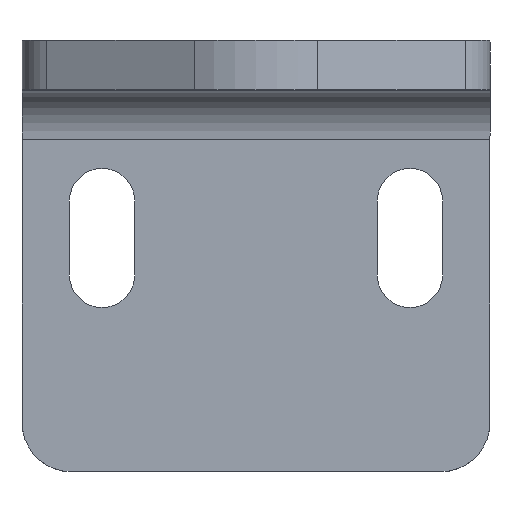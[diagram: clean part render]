
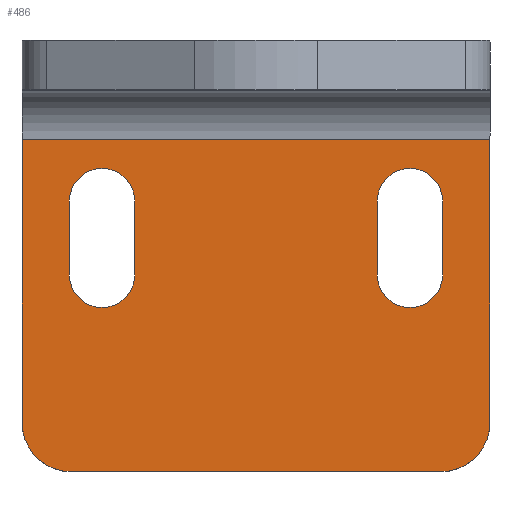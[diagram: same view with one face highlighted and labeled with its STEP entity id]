
A CAD part, top view. The second image highlights one B-rep face of the part: STEP entity #486.
In plain terms, the highlighted planar face has unit normal (0, 0, 1).
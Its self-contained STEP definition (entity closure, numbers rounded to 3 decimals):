
#91=CARTESIAN_POINT('',(8.314,22.163,4.0));
#92=VERTEX_POINT('',#91);
#110=CARTESIAN_POINT('',(3.014,22.163,4.0));
#111=VERTEX_POINT('',#110);
#118=CARTESIAN_POINT('',(5.664,22.163,4.0));
#119=DIRECTION('',(0.0,0.0,-1.0));
#120=DIRECTION('',(1.0,0.0,0.0));
#121=AXIS2_PLACEMENT_3D('',#118,#119,#120);
#122=CIRCLE('',#121,2.65);
#123=EDGE_CURVE('',#92,#111,#122,.T.);
#144=CARTESIAN_POINT('',(8.314,28.163,4.0));
#145=VERTEX_POINT('',#144);
#152=CARTESIAN_POINT('',(3.014,28.163,4.0));
#153=VERTEX_POINT('',#152);
#154=CARTESIAN_POINT('',(5.664,28.163,4.0));
#155=DIRECTION('',(0.0,0.0,-1.0));
#156=DIRECTION('',(1.0,0.0,0.0));
#157=AXIS2_PLACEMENT_3D('',#154,#155,#156);
#158=CIRCLE('',#157,2.65);
#159=EDGE_CURVE('',#153,#145,#158,.T.);
#182=CARTESIAN_POINT('',(8.314,28.163,4.0));
#183=DIRECTION('',(0.0,-1.0,0.0));
#184=VECTOR('',#183,6.0);
#185=LINE('',#182,#184);
#186=EDGE_CURVE('',#145,#92,#185,.T.);
#204=CARTESIAN_POINT('',(3.014,22.163,4.0));
#205=DIRECTION('',(0.0,1.0,0.0));
#206=VECTOR('',#205,6.);
#207=LINE('',#204,#206);
#208=EDGE_CURVE('',#111,#153,#207,.T.);
#219=CARTESIAN_POINT('',(-16.686,22.163,4.0));
#220=VERTEX_POINT('',#219);
#238=CARTESIAN_POINT('',(-21.986,22.163,4.0));
#239=VERTEX_POINT('',#238);
#246=CARTESIAN_POINT('',(-19.336,22.163,4.0));
#247=DIRECTION('',(0.0,0.0,-1.0));
#248=DIRECTION('',(1.0,0.0,0.0));
#249=AXIS2_PLACEMENT_3D('',#246,#247,#248);
#250=CIRCLE('',#249,2.65);
#251=EDGE_CURVE('',#220,#239,#250,.T.);
#261=CARTESIAN_POINT('',(-16.686,28.163,4.0));
#262=VERTEX_POINT('',#261);
#271=CARTESIAN_POINT('',(-21.986,28.163,4.0));
#272=VERTEX_POINT('',#271);
#273=CARTESIAN_POINT('',(-19.336,28.163,4.0));
#274=DIRECTION('',(0.0,0.0,-1.0));
#275=DIRECTION('',(1.0,0.0,0.0));
#276=AXIS2_PLACEMENT_3D('',#273,#274,#275);
#277=CIRCLE('',#276,2.65);
#278=EDGE_CURVE('',#272,#262,#277,.T.);
#310=CARTESIAN_POINT('',(-16.686,28.163,4.0));
#311=DIRECTION('',(0.0,-1.0,0.0));
#312=VECTOR('',#311,6.0);
#313=LINE('',#310,#312);
#314=EDGE_CURVE('',#262,#220,#313,.T.);
#332=CARTESIAN_POINT('',(-21.986,22.163,4.0));
#333=DIRECTION('',(0.0,1.0,0.0));
#334=VECTOR('',#333,6.0);
#335=LINE('',#332,#334);
#336=EDGE_CURVE('',#239,#272,#335,.T.);
#391=CARTESIAN_POINT('',(-25.836,33.163,4.0));
#392=VERTEX_POINT('',#391);
#400=CARTESIAN_POINT('',(12.164,33.163,4.0));
#401=VERTEX_POINT('',#400);
#402=CARTESIAN_POINT('',(12.164,33.163,4.0));
#403=DIRECTION('',(-1.0,0.0,0.0));
#404=VECTOR('',#403,38.);
#405=LINE('',#402,#404);
#406=EDGE_CURVE('',#401,#392,#405,.T.);
#426=CARTESIAN_POINT('',(-6.836,35.282,4.0));
#427=DIRECTION('',(0.0,0.0,1.0));
#428=DIRECTION('',(1.0,0.0,0.0));
#429=AXIS2_PLACEMENT_3D('',#426,#427,#428);
#430=PLANE('',#429);
#431=ORIENTED_EDGE('',*,*,#406,.T.);
#432=CARTESIAN_POINT('',(-25.836,10.187,4.0));
#433=VERTEX_POINT('',#432);
#434=CARTESIAN_POINT('',(-25.836,10.187,4.0));
#435=DIRECTION('',(0.0,1.0,0.0));
#436=VECTOR('',#435,22.976);
#437=LINE('',#434,#436);
#438=EDGE_CURVE('',#433,#392,#437,.T.);
#439=ORIENTED_EDGE('',*,*,#438,.F.);
#440=CARTESIAN_POINT('',(-21.836,6.187,4.0));
#441=VERTEX_POINT('',#440);
#442=CARTESIAN_POINT('',(-21.836,10.187,4.0));
#443=DIRECTION('',(0.0,0.0,-1.0));
#444=DIRECTION('',(1.0,0.0,0.0));
#445=AXIS2_PLACEMENT_3D('',#442,#443,#444);
#446=CIRCLE('',#445,4.0);
#447=EDGE_CURVE('',#441,#433,#446,.T.);
#448=ORIENTED_EDGE('',*,*,#447,.F.);
#449=CARTESIAN_POINT('',(8.164,6.187,4.0));
#450=VERTEX_POINT('',#449);
#451=CARTESIAN_POINT('',(8.164,6.187,4.0));
#452=DIRECTION('',(-1.0,0.0,0.0));
#453=VECTOR('',#452,30.);
#454=LINE('',#451,#453);
#455=EDGE_CURVE('',#450,#441,#454,.T.);
#456=ORIENTED_EDGE('',*,*,#455,.F.);
#457=CARTESIAN_POINT('',(12.164,10.187,4.0));
#458=VERTEX_POINT('',#457);
#459=CARTESIAN_POINT('',(8.164,10.187,4.0));
#460=DIRECTION('',(0.0,0.0,-1.0));
#461=DIRECTION('',(0.0,1.0,0.0));
#462=AXIS2_PLACEMENT_3D('',#459,#460,#461);
#463=CIRCLE('',#462,4.0);
#464=EDGE_CURVE('',#458,#450,#463,.T.);
#465=ORIENTED_EDGE('',*,*,#464,.F.);
#466=CARTESIAN_POINT('',(12.164,33.163,4.0));
#467=DIRECTION('',(0.0,-1.0,0.0));
#468=VECTOR('',#467,22.976);
#469=LINE('',#466,#468);
#470=EDGE_CURVE('',#401,#458,#469,.T.);
#471=ORIENTED_EDGE('',*,*,#470,.F.);
#472=EDGE_LOOP('',(#431,#439,#448,#456,#465,#471));
#473=FACE_OUTER_BOUND('',#472,.T.);
#474=ORIENTED_EDGE('',*,*,#159,.T.);
#475=ORIENTED_EDGE('',*,*,#186,.T.);
#476=ORIENTED_EDGE('',*,*,#123,.T.);
#477=ORIENTED_EDGE('',*,*,#208,.T.);
#478=EDGE_LOOP('',(#474,#475,#476,#477));
#479=FACE_BOUND('',#478,.T.);
#480=ORIENTED_EDGE('',*,*,#278,.T.);
#481=ORIENTED_EDGE('',*,*,#314,.T.);
#482=ORIENTED_EDGE('',*,*,#251,.T.);
#483=ORIENTED_EDGE('',*,*,#336,.T.);
#484=EDGE_LOOP('',(#480,#481,#482,#483));
#485=FACE_BOUND('',#484,.T.);
#486=ADVANCED_FACE('',(#473,#479,#485),#430,.T.);
